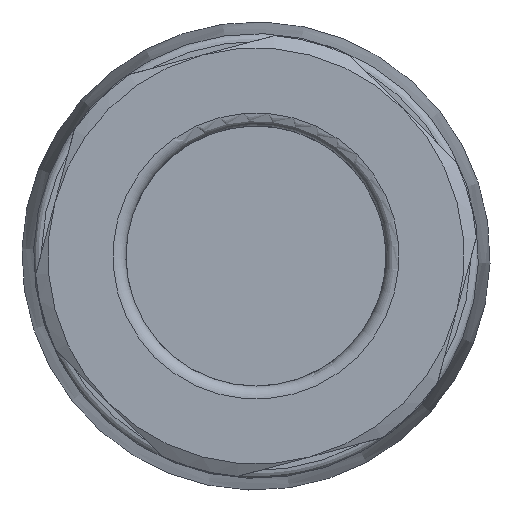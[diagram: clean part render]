
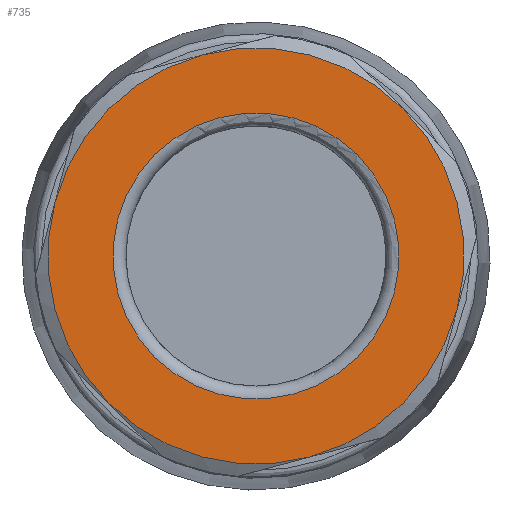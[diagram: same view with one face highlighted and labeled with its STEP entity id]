
A CAD part, front view. The second image highlights one B-rep face of the part: STEP entity #735.
In plain terms, the highlighted planar face has unit normal (0, -1, 0).
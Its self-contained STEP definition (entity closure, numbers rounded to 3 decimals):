
#640=PLANE('',#2184);
#735=ADVANCED_FACE('',(#886,#887),#640,.T.);
#886=FACE_BOUND('',#1062,.T.);
#887=FACE_BOUND('',#1063,.T.);
#1062=EDGE_LOOP('',(#1398));
#1063=EDGE_LOOP('',(#1399,#1400,#1401,#1402,#1403,#1404));
#1398=ORIENTED_EDGE('',*,*,#1877,.T.);
#1399=ORIENTED_EDGE('',*,*,#1848,.T.);
#1400=ORIENTED_EDGE('',*,*,#1850,.T.);
#1401=ORIENTED_EDGE('',*,*,#1858,.T.);
#1402=ORIENTED_EDGE('',*,*,#1862,.T.);
#1403=ORIENTED_EDGE('',*,*,#1868,.T.);
#1404=ORIENTED_EDGE('',*,*,#1874,.T.);
#1667=VERTEX_POINT('',#3707);
#1668=VERTEX_POINT('',#3709);
#1669=VERTEX_POINT('',#3716);
#1672=VERTEX_POINT('',#3740);
#1675=VERTEX_POINT('',#3750);
#1678=VERTEX_POINT('',#3767);
#1681=VERTEX_POINT('',#3794);
#1848=EDGE_CURVE('',#1668,#1667,#2001,.T.);
#1850=EDGE_CURVE('',#1667,#1669,#2002,.T.);
#1858=EDGE_CURVE('',#1669,#1672,#2004,.T.);
#1862=EDGE_CURVE('',#1672,#1675,#2006,.T.);
#1868=EDGE_CURVE('',#1675,#1678,#2008,.T.);
#1874=EDGE_CURVE('',#1678,#1668,#2010,.T.);
#1877=EDGE_CURVE('',#1681,#1681,#2011,.T.);
#2001=CIRCLE('',#2163,8.);
#2002=CIRCLE('',#2165,8.);
#2004=CIRCLE('',#2169,8.);
#2006=CIRCLE('',#2173,8.);
#2008=CIRCLE('',#2177,8.);
#2010=CIRCLE('',#2181,8.);
#2011=CIRCLE('',#2183,5.5);
#2163=AXIS2_PLACEMENT_3D('',#3708,#2529,#2530);
#2165=AXIS2_PLACEMENT_3D('',#3715,#2533,#2534);
#2169=AXIS2_PLACEMENT_3D('',#3741,#2543,#2544);
#2173=AXIS2_PLACEMENT_3D('',#3749,#2553,#2554);
#2177=AXIS2_PLACEMENT_3D('',#3766,#2563,#2564);
#2181=AXIS2_PLACEMENT_3D('',#3783,#2573,#2574);
#2183=AXIS2_PLACEMENT_3D('',#3793,#2577,#2578);
#2184=AXIS2_PLACEMENT_3D('',#3795,#2579,#2580);
#2529=DIRECTION('',(0.,-1.,0.));
#2530=DIRECTION('',(0.707,0.,-0.707));
#2533=DIRECTION('',(0.,-1.,0.));
#2534=DIRECTION('',(0.707,0.,-0.707));
#2543=DIRECTION('',(0.,-1.,0.));
#2544=DIRECTION('',(0.707,0.,-0.707));
#2553=DIRECTION('',(0.,-1.,0.));
#2554=DIRECTION('',(0.707,0.,-0.707));
#2563=DIRECTION('',(0.,-1.,0.));
#2564=DIRECTION('',(0.707,0.,-0.707));
#2573=DIRECTION('',(0.,-1.,0.));
#2574=DIRECTION('',(0.707,0.,-0.707));
#2577=DIRECTION('',(0.,1.,0.));
#2578=DIRECTION('',(0.707,0.,-0.707));
#2579=DIRECTION('',(0.,-1.,0.));
#2580=DIRECTION('',(0.707,0.,-0.707));
#3707=CARTESIAN_POINT('',(28.284,-76.,9.322));
#3708=CARTESIAN_POINT('',(22.627,-76.,3.665));
#3709=CARTESIAN_POINT('',(30.354,-76.,1.594));
#3715=CARTESIAN_POINT('',(22.627,-76.,3.665));
#3716=CARTESIAN_POINT('',(20.556,-76.,11.392));
#3740=CARTESIAN_POINT('',(14.9,-76.,5.735));
#3741=CARTESIAN_POINT('',(22.627,-76.,3.665));
#3749=CARTESIAN_POINT('',(22.627,-76.,3.665));
#3750=CARTESIAN_POINT('',(16.97,-76.,-1.992));
#3766=CARTESIAN_POINT('',(22.627,-76.,3.665));
#3767=CARTESIAN_POINT('',(24.698,-76.,-4.063));
#3783=CARTESIAN_POINT('',(22.627,-76.,3.665));
#3793=CARTESIAN_POINT('',(22.627,-76.,3.665));
#3794=CARTESIAN_POINT('',(26.516,-76.,-0.224));
#3795=CARTESIAN_POINT('',(16.617,-76.,9.675));
